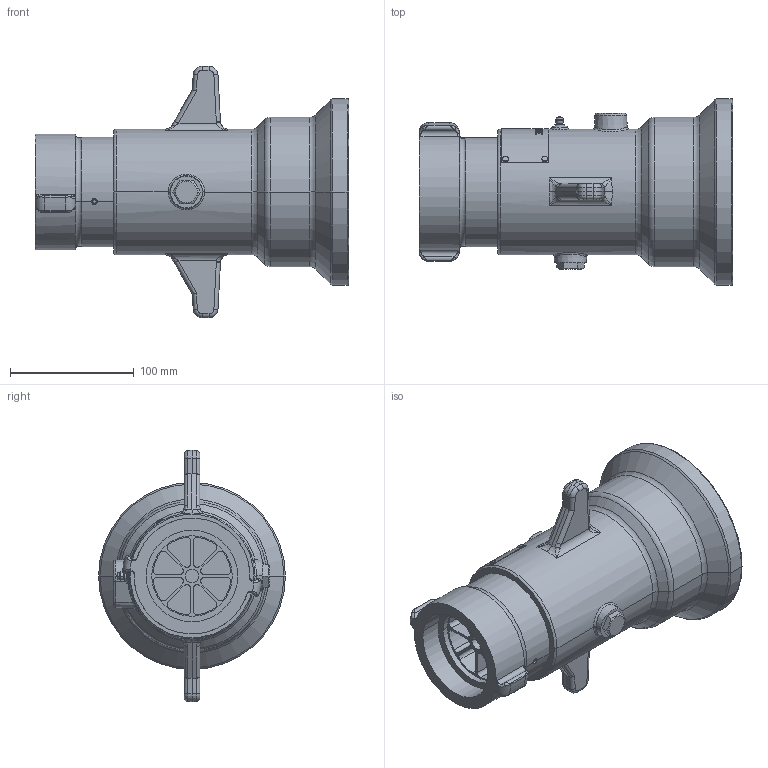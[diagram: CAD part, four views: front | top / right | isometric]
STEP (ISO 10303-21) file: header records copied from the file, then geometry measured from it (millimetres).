
FILE_DESCRIPTION((''),'2;1');
FILE_NAME('D42065_SW0001','2012-09-19T',('cleon'),(''),'PRO/ENGINEER BY PARAMETRIC TECHNOLOGY CORPORATION, 2011180','PRO/ENGINEER BY PARAMETRIC TECHNOLOGY CORPORATION, 2011180','');
FILE_SCHEMA(('CONFIG_CONTROL_DESIGN'));
Length unit declared in the file: inch
Products named in the file (1): D42065_SW0001
Bounding box: 252.93 x 150.83 x 203.2 mm (x, y, z)
Surface area: 303185.1 mm2 (no closed solid volume)
Topology: 0 solids, 31 shells, 457 faces, 1394 edges, 957 vertices
Faces by surface type: cylinder 168, plane 114, bspline 79, torus 54, cone 40, sphere 2
Entity records: 20888 total; most frequent: CARTESIAN_POINT 9098, ORIENTED_EDGE 2366, DIRECTION 2331, EDGE_CURVE 1392, VERTEX_POINT 957, AXIS2_PLACEMENT_3D 930, CIRCLE 552, EDGE_LOOP 512
